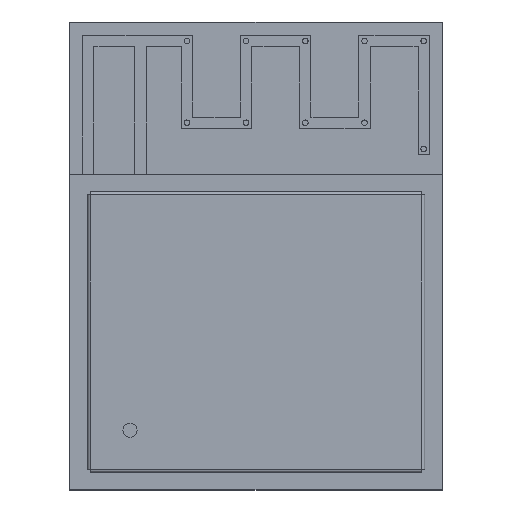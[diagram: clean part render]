
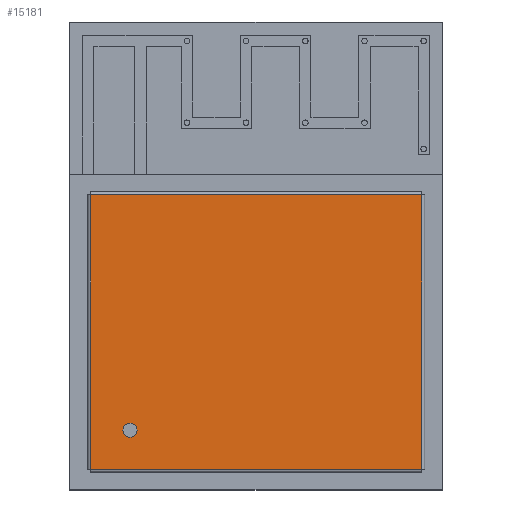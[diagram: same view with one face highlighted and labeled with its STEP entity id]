
A CAD part, top view. The second image highlights one B-rep face of the part: STEP entity #15181.
In plain terms, the highlighted planar face has unit normal (0, 0, 1).
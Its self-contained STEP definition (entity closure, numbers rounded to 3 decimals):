
#116=FACE_BOUND('',#1817,.T.);
#179=CIRCLE('',#16159,0.25);
#830=FACE_OUTER_BOUND('',#1816,.T.);
#1816=EDGE_LOOP('',(#11709,#11710,#11711,#11712));
#1817=EDGE_LOOP('',(#11713));
#3532=LINE('',#23380,#5424);
#3533=LINE('',#23382,#5425);
#3534=LINE('',#23384,#5426);
#3535=LINE('',#23385,#5427);
#5424=VECTOR('',#19081,1000.);
#5425=VECTOR('',#19082,1000.);
#5426=VECTOR('',#19083,1000.);
#5427=VECTOR('',#19084,1000.);
#6661=VERTEX_POINT('',#22545);
#7042=VERTEX_POINT('',#23378);
#7043=VERTEX_POINT('',#23379);
#7044=VERTEX_POINT('',#23381);
#7045=VERTEX_POINT('',#23383);
#8303=EDGE_CURVE('',#6661,#6661,#179,.T.);
#8718=EDGE_CURVE('',#7042,#7043,#3532,.T.);
#8719=EDGE_CURVE('',#7043,#7044,#3533,.T.);
#8720=EDGE_CURVE('',#7044,#7045,#3534,.T.);
#8721=EDGE_CURVE('',#7045,#7042,#3535,.T.);
#11709=ORIENTED_EDGE('',*,*,#8718,.T.);
#11710=ORIENTED_EDGE('',*,*,#8719,.T.);
#11711=ORIENTED_EDGE('',*,*,#8720,.T.);
#11712=ORIENTED_EDGE('',*,*,#8721,.T.);
#11713=ORIENTED_EDGE('',*,*,#8303,.F.);
#13736=PLANE('',#16235);
#15181=ADVANCED_FACE('',(#830,#116),#13736,.F.);
#16159=AXIS2_PLACEMENT_3D('',#22547,#18553,#18554);
#16235=AXIS2_PLACEMENT_3D('',#23377,#19079,#19080);
#18553=DIRECTION('center_axis',(0.,0.,1.));
#18554=DIRECTION('ref_axis',(1.,0.,0.));
#19079=DIRECTION('center_axis',(0.,0.,-1.));
#19080=DIRECTION('ref_axis',(-1.,0.,0.));
#19081=DIRECTION('',(0.,-1.,0.));
#19082=DIRECTION('',(1.,0.,0.));
#19083=DIRECTION('',(0.,1.,0.));
#19084=DIRECTION('',(-1.,0.,0.));
#22545=CARTESIAN_POINT('',(-4.72,-6.18,2.));
#22547=CARTESIAN_POINT('Origin',(-4.47,-6.18,2.));
#23377=CARTESIAN_POINT('Origin',(0.,0.,2.));
#23378=CARTESIAN_POINT('',(-5.87,2.17,2.));
#23379=CARTESIAN_POINT('',(-5.87,-7.58,2.));
#23380=CARTESIAN_POINT('',(-5.87,0.,2.));
#23381=CARTESIAN_POINT('',(5.88,-7.58,2.));
#23382=CARTESIAN_POINT('',(0.,-7.58,2.));
#23383=CARTESIAN_POINT('',(5.88,2.17,2.));
#23384=CARTESIAN_POINT('',(5.88,0.,2.));
#23385=CARTESIAN_POINT('',(0.,2.17,2.));
